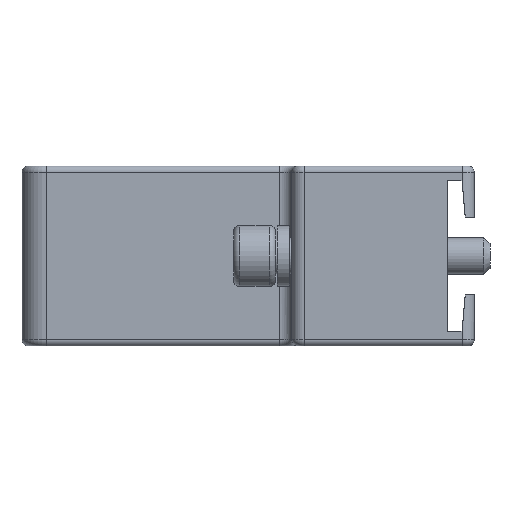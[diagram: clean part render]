
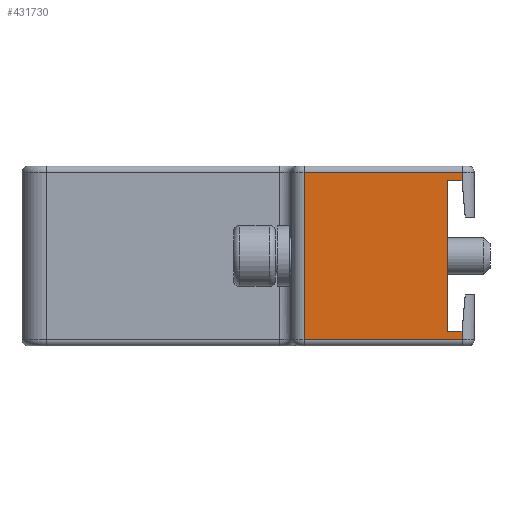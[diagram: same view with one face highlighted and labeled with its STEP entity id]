
A CAD part, left-side view. The second image highlights one B-rep face of the part: STEP entity #431730.
In plain terms, the highlighted face is planar.
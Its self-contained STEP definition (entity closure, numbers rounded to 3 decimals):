
#9070=CARTESIAN_POINT('',(65.5,-4.,6.2));
#9080=VERTEX_POINT('',#9070);
#9110=CARTESIAN_POINT('',(65.5,0.,6.2));
#9120=DIRECTION('',(0.,-1.,0.));
#9130=VECTOR('',#9120,1.);
#9140=LINE('',#9110,#9130);
#9150=CARTESIAN_POINT('',(65.5,-2.8,6.2));
#9160=VERTEX_POINT('',#9150);
#9170=EDGE_CURVE('',#9160,#9080,#9140,.T.);
#13080=CARTESIAN_POINT('',(65.5,-4.,-6.2));
#13090=VERTEX_POINT('',#13080);
#13240=CARTESIAN_POINT('',(65.5,-2.8,-6.2));
#13250=VERTEX_POINT('',#13240);
#13280=CARTESIAN_POINT('',(65.5,0.,-6.2));
#13290=DIRECTION('',(0.,1.,0.));
#13300=VECTOR('',#13290,1.);
#13310=LINE('',#13280,#13300);
#13320=EDGE_CURVE('',#13090,#13250,#13310,.T.);
#369010=CARTESIAN_POINT('',(65.5,-4.,6.9));
#369020=VERTEX_POINT('',#369010);
#369050=CARTESIAN_POINT('',(65.5,-4.,0.));
#369060=DIRECTION('',(0.,0.,-1.));
#369070=VECTOR('',#369060,1.);
#369080=LINE('',#369050,#369070);
#369090=EDGE_CURVE('',#369020,#9080,#369080,.T.);
#379020=CARTESIAN_POINT('',(65.5,-2.8,0.));
#379030=DIRECTION('',(0.,0.,1.));
#379040=VECTOR('',#379030,1.);
#379050=LINE('',#379020,#379040);
#379060=EDGE_CURVE('',#13250,#9160,#379050,.T.);
#428960=CARTESIAN_POINT('',(65.5,9.,-6.9));
#428970=VERTEX_POINT('',#428960);
#431340=CARTESIAN_POINT('',(65.5,-4.,0.));
#431350=DIRECTION('',(-1.,-0.,-0.));
#431360=DIRECTION('',(0.,0.,-1.));
#431370=AXIS2_PLACEMENT_3D('',#431340,#431350,#431360);
#431380=PLANE('',#431370);
#431390=CARTESIAN_POINT('',(65.5,-4.,0.));
#431400=DIRECTION('',(0.,0.,1.));
#431410=VECTOR('',#431400,1.);
#431420=LINE('',#431390,#431410);
#431430=CARTESIAN_POINT('',(65.5,-4.,-6.9));
#431440=VERTEX_POINT('',#431430);
#431450=EDGE_CURVE('',#431440,#13090,#431420,.T.);
#431460=ORIENTED_EDGE('',*,*,#431450,.F.);
#431470=ORIENTED_EDGE('',*,*,#13320,.F.);
#431480=ORIENTED_EDGE('',*,*,#379060,.F.);
#431490=ORIENTED_EDGE('',*,*,#9170,.F.);
#431500=ORIENTED_EDGE('',*,*,#369090,.T.);
#431510=CARTESIAN_POINT('',(65.5,0.,6.9));
#431520=DIRECTION('',(0.,1.,0.));
#431530=VECTOR('',#431520,1.);
#431540=LINE('',#431510,#431530);
#431550=CARTESIAN_POINT('',(65.5,9.,6.9));
#431560=VERTEX_POINT('',#431550);
#431570=EDGE_CURVE('',#369020,#431560,#431540,.T.);
#431580=ORIENTED_EDGE('',*,*,#431570,.F.);
#431590=CARTESIAN_POINT('',(65.5,9.,0.));
#431600=DIRECTION('',(0.,0.,-1.));
#431610=VECTOR('',#431600,1.);
#431620=LINE('',#431590,#431610);
#431630=EDGE_CURVE('',#431560,#428970,#431620,.T.);
#431640=ORIENTED_EDGE('',*,*,#431630,.F.);
#431650=CARTESIAN_POINT('',(65.5,0.,-6.9));
#431660=DIRECTION('',(0.,1.,0.));
#431670=VECTOR('',#431660,1.);
#431680=LINE('',#431650,#431670);
#431690=EDGE_CURVE('',#431440,#428970,#431680,.T.);
#431700=ORIENTED_EDGE('',*,*,#431690,.T.);
#431710=EDGE_LOOP('',(#431700,#431640,#431580,#431500,#431490,#431480,
#431470,#431460));
#431720=FACE_OUTER_BOUND('',#431710,.T.);
#431730=ADVANCED_FACE('',(#431720),#431380,.F.);
